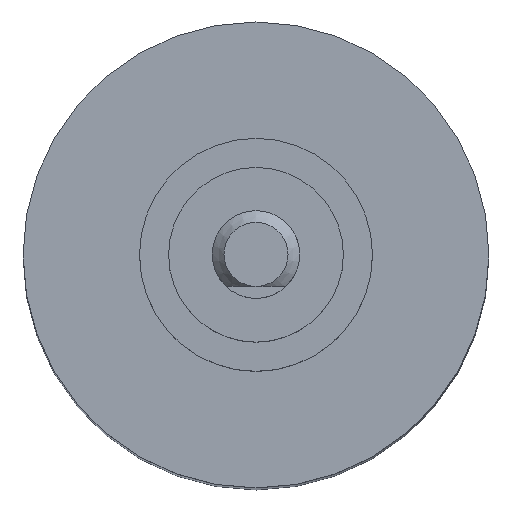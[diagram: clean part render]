
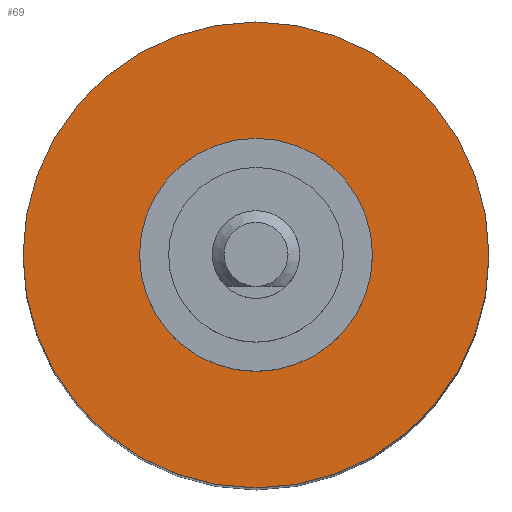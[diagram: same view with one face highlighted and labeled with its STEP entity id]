
A CAD part, top view. The second image highlights one B-rep face of the part: STEP entity #69.
In plain terms, the highlighted planar face has unit normal (0, 0, 1).
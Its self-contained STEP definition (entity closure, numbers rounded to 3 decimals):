
#46=PLANE('',#364);
#69=ADVANCED_FACE('',(#113,#114),#46,.T.);
#113=FACE_BOUND('',#160,.T.);
#114=FACE_BOUND('',#161,.T.);
#160=EDGE_LOOP('',(#211));
#161=EDGE_LOOP('',(#212));
#211=ORIENTED_EDGE('',*,*,#299,.T.);
#212=ORIENTED_EDGE('',*,*,#295,.F.);
#267=VERTEX_POINT('',#530);
#271=VERTEX_POINT('',#540);
#295=EDGE_CURVE('',#267,#267,#326,.T.);
#299=EDGE_CURVE('',#271,#271,#330,.T.);
#326=CIRCLE('',#356,4.);
#330=CIRCLE('',#362,2.);
#356=AXIS2_PLACEMENT_3D('',#529,#420,#421);
#362=AXIS2_PLACEMENT_3D('',#539,#432,#433);
#364=AXIS2_PLACEMENT_3D('',#542,#436,#437);
#420=DIRECTION('',(0.,0.,-1.));
#421=DIRECTION('',(-1.,0.,0.));
#432=DIRECTION('',(0.,0.,-1.));
#433=DIRECTION('',(1.,0.,0.));
#436=DIRECTION('',(0.,0.,1.));
#437=DIRECTION('',(1.,0.,0.));
#529=CARTESIAN_POINT('',(0.,0.,0.));
#530=CARTESIAN_POINT('',(-4.,0.,0.));
#539=CARTESIAN_POINT('',(0.,0.,0.));
#540=CARTESIAN_POINT('',(2.,0.,0.));
#542=CARTESIAN_POINT('',(0.,0.,0.));
